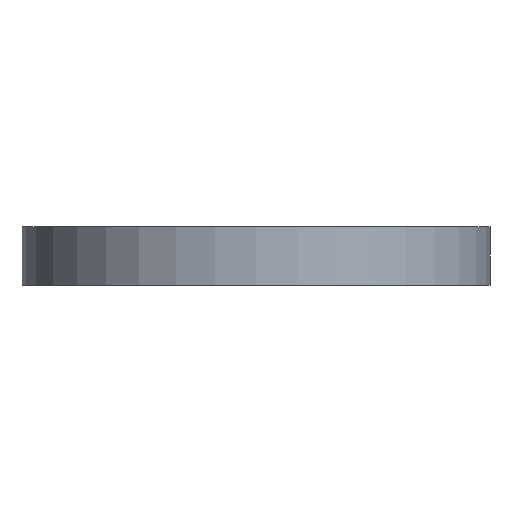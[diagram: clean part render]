
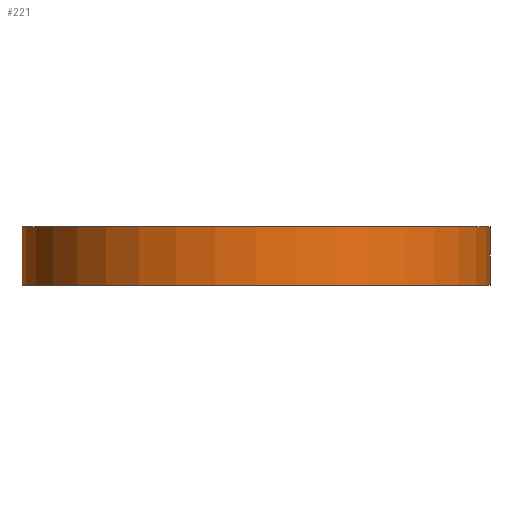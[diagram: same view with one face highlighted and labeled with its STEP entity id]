
A CAD part, front view. The second image highlights one B-rep face of the part: STEP entity #221.
In plain terms, the highlighted cylindrical face has radius 12.696 mm (diameter 25.392 mm), a partial arc.
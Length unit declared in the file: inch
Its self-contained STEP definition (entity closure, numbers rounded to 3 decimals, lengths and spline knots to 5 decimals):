
#13 = VECTOR ( 'NONE', #801, 39.37008 ) ;
#30 = VECTOR ( 'NONE', #239, 39.37008 ) ;
#45 = ORIENTED_EDGE ( 'NONE', *, *, #583, .T. ) ;
#76 = ORIENTED_EDGE ( 'NONE', *, *, #575, .F. ) ;
#81 = CIRCLE ( 'NONE', #550, 0.49985 ) ;
#86 = CARTESIAN_POINT ( 'NONE',  ( 0., 0., 0.125 ) ) ;
#96 = VERTEX_POINT ( 'NONE', #179 ) ;
#113 = CARTESIAN_POINT ( 'NONE',  ( 0., 0., 0. ) ) ;
#114 = DIRECTION ( 'NONE',  ( 0., 0., -1. ) ) ;
#134 = ORIENTED_EDGE ( 'NONE', *, *, #610, .T. ) ;
#147 = DIRECTION ( 'NONE',  ( 1., 0., 0. ) ) ;
#162 = LINE ( 'NONE', #724, #13 ) ;
#166 = FACE_OUTER_BOUND ( 'NONE', #193, .T. ) ;
#171 = DIRECTION ( 'NONE',  ( 1., 0., 0. ) ) ;
#174 = CARTESIAN_POINT ( 'NONE',  ( 0., 0., 0.125 ) ) ;
#179 = CARTESIAN_POINT ( 'NONE',  ( -0.49985, 0., 0.125 ) ) ;
#193 = EDGE_LOOP ( 'NONE', ( #76, #255, #45, #134 ) ) ;
#221 = ADVANCED_FACE ( 'NONE', ( #166 ), #483, .T. ) ;
#239 = DIRECTION ( 'NONE',  ( 0., 0., -1. ) ) ;
#255 = ORIENTED_EDGE ( 'NONE', *, *, #706, .F. ) ;
#260 = VERTEX_POINT ( 'NONE', #526 ) ;
#445 = LINE ( 'NONE', #651, #30 ) ;
#483 = CYLINDRICAL_SURFACE ( 'NONE', #804, 0.49985 ) ;
#525 = DIRECTION ( 'NONE',  ( 0., 0., 1. ) ) ;
#526 = CARTESIAN_POINT ( 'NONE',  ( -0.49985, 0., 0. ) ) ;
#533 = CARTESIAN_POINT ( 'NONE',  ( 0.49985, 0., 0.125 ) ) ;
#550 = AXIS2_PLACEMENT_3D ( 'NONE', #86, #525, #147 ) ;
#555 = DIRECTION ( 'NONE',  ( 0., 0., 1. ) ) ;
#565 = DIRECTION ( 'NONE',  ( -1., 0., 0. ) ) ;
#575 = EDGE_CURVE ( 'NONE', #720, #716, #445, .T. ) ;
#583 = EDGE_CURVE ( 'NONE', #96, #260, #162, .T. ) ;
#606 = CARTESIAN_POINT ( 'NONE',  ( 0.49985, 0., 0. ) ) ;
#610 = EDGE_CURVE ( 'NONE', #260, #716, #668, .T. ) ;
#632 = AXIS2_PLACEMENT_3D ( 'NONE', #113, #555, #171 ) ;
#651 = CARTESIAN_POINT ( 'NONE',  ( 0.49985, 0., 0.125 ) ) ;
#668 = CIRCLE ( 'NONE', #632, 0.49985 ) ;
#706 = EDGE_CURVE ( 'NONE', #96, #720, #81, .T. ) ;
#716 = VERTEX_POINT ( 'NONE', #606 ) ;
#720 = VERTEX_POINT ( 'NONE', #533 ) ;
#724 = CARTESIAN_POINT ( 'NONE',  ( -0.49985, 0., 0.125 ) ) ;
#801 = DIRECTION ( 'NONE',  ( 0., 0., -1. ) ) ;
#804 = AXIS2_PLACEMENT_3D ( 'NONE', #174, #114, #565 ) ;
